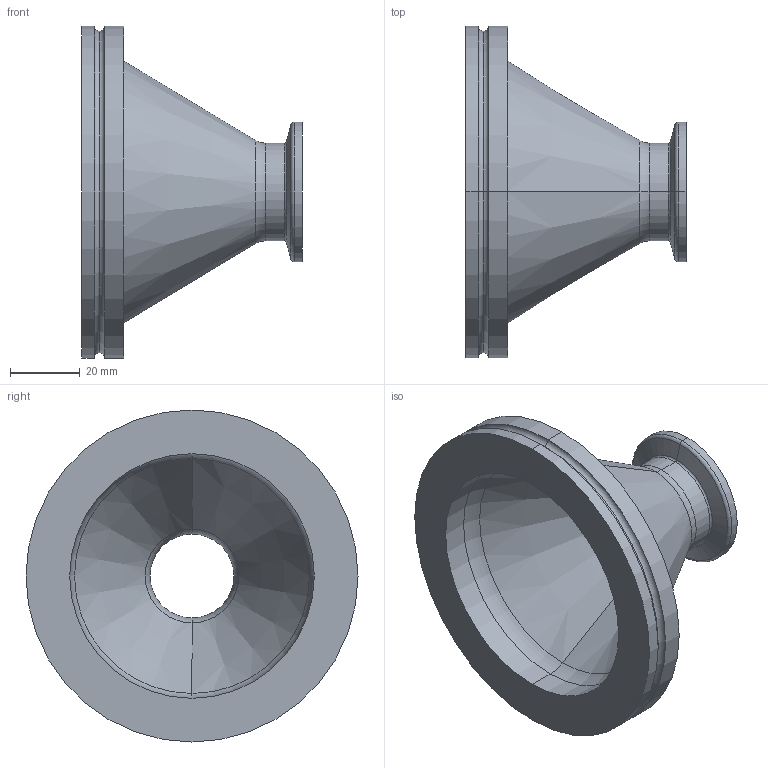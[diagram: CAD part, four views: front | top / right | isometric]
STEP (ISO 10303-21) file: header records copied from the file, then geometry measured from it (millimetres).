
FILE_DESCRIPTION (( 'STEP AP214' ), '1' );
FILE_NAME ('320RRK063-025-63.step', '2017-07-10T12:43:09', ( 'install' ), ( '' ), 'SwSTEP 2.0', 'SolidWorks 2015', '' );
FILE_SCHEMA (( 'AUTOMOTIVE_DESIGN' ));
Length unit declared in the file: millimetre
Products named in the file (1): 320RRK063-025-63
Bounding box: 63 x 95 x 95 mm (x, y, z)
Volume: 59776.1 mm3; surface area: 30476.6 mm2
Topology: 1 solids, 1 shells, 45 faces, 90 edges, 50 vertices
Faces by surface type: cylinder 18, torus 16, cone 6, plane 5
Entity records: 1208 total; most frequent: DIRECTION 248, CARTESIAN_POINT 186, ORIENTED_EDGE 180, AXIS2_PLACEMENT_3D 112, EDGE_CURVE 90, CIRCLE 66, VERTEX_POINT 50, EDGE_LOOP 50
